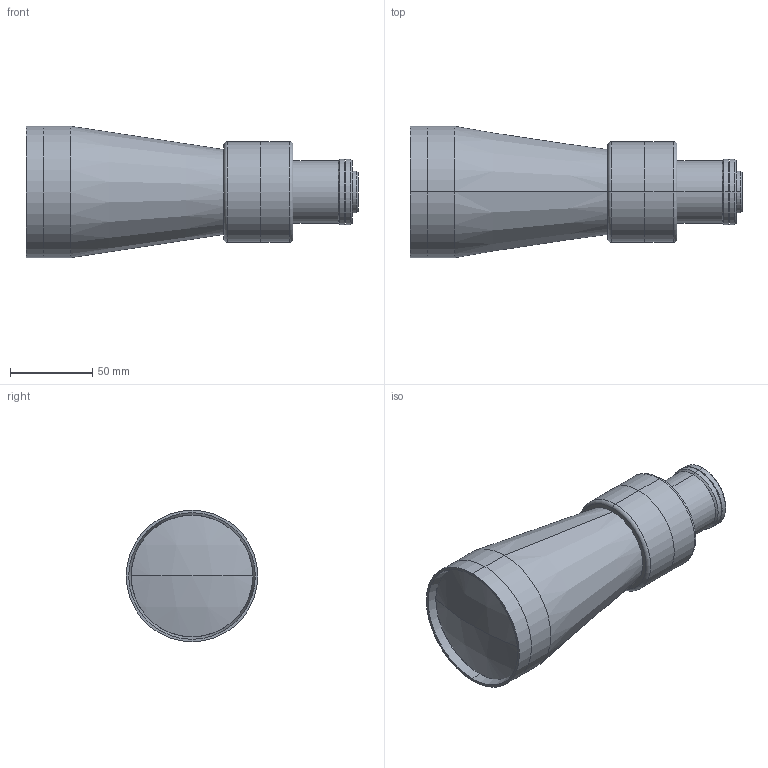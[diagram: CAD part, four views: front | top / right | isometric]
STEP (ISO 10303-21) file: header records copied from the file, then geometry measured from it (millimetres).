
FILE_DESCRIPTION (( 'STEP AP214' ), '1' );
FILE_NAME ('TC UV 1256.STEP', '2013-04-04T17:01:52', ( 'Work' ), ( '' ), 'SwSTEP 2.0', 'SolidWorks 2012', '' );
FILE_SCHEMA (( 'AUTOMOTIVE_DESIGN' ));
Length unit declared in the file: millimetre
Products named in the file (1): TC UV 1256
Bounding box: 201.94 x 80 x 80 mm (x, y, z)
Surface area: 56833.5 mm2 (no closed solid volume)
Topology: 0 solids, 9 shells, 69 faces, 180 edges, 128 vertices
Faces by surface type: cylinder 26, plane 23, cone 12, sphere 4, torus 4
Entity records: 2986 total; most frequent: DIRECTION 440, CARTESIAN_POINT 390, ORIENTED_EDGE 304, AXIS2_PLACEMENT_3D 194, EDGE_CURVE 180, VERTEX_POINT 128, CIRCLE 124, EDGE_LOOP 93
